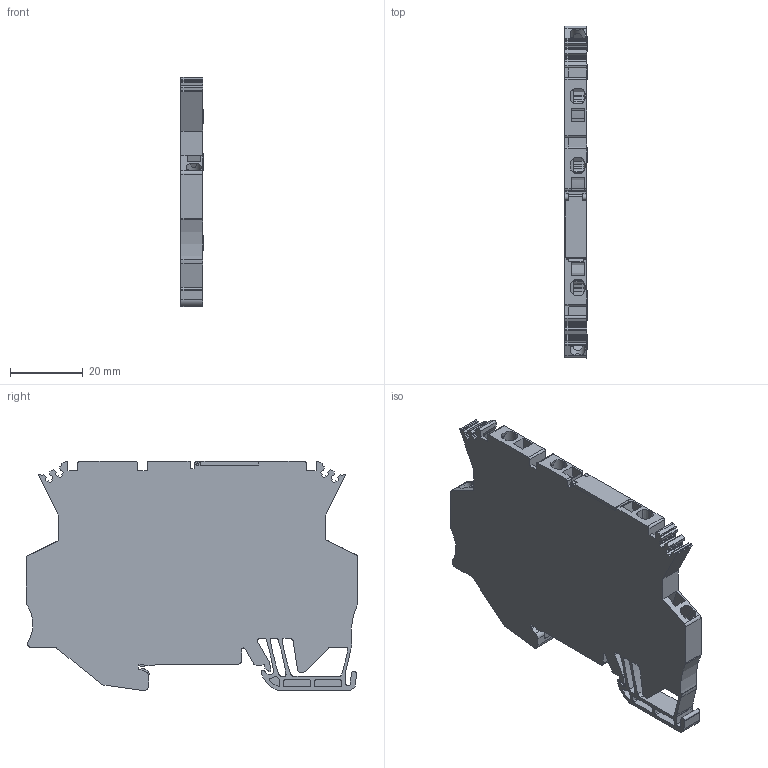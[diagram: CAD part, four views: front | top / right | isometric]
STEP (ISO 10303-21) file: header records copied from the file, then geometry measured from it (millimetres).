
FILE_DESCRIPTION(('CATIA V5R24 STEP','CAx-IF Rec.Pracs.--- Model Styling and Organization---1.2---2011-12-15'),'2;1');
FILE_NAME ('9137750_3_8472880000_S3D_MCZ_OVP_XXX.stp','2018-01-26T06:05:28+00:00',('none'),('Weidmueller'),'CATIA Version 5-6 Release 2014 SP4','CATIA V5 STEP AP214','none');
FILE_SCHEMA(('AUTOMOTIVE_DESIGN { 1 0 10303 214 1 1 1 1 }'));
Length unit declared in the file: millimetre
Products named in the file (1): S3D_MCZ_OVP_XXX
Bounding box: 6.1 x 91 x 62.8 mm (x, y, z)
Volume: 16956.7 mm3; surface area: 20457 mm2
Topology: 15 solids, 15 shells, 937 faces, 2774 edges, 1889 vertices
Faces by surface type: plane 568, cylinder 344, extrusion 25
Entity records: 32392 total; most frequent: CARTESIAN_POINT 6873, ORIENTED_EDGE 5548, DIRECTION 4282, EDGE_CURVE 2774, VECTOR 1970, LINE 1945, VERTEX_POINT 1889, AXIS2_PLACEMENT_3D 1498
